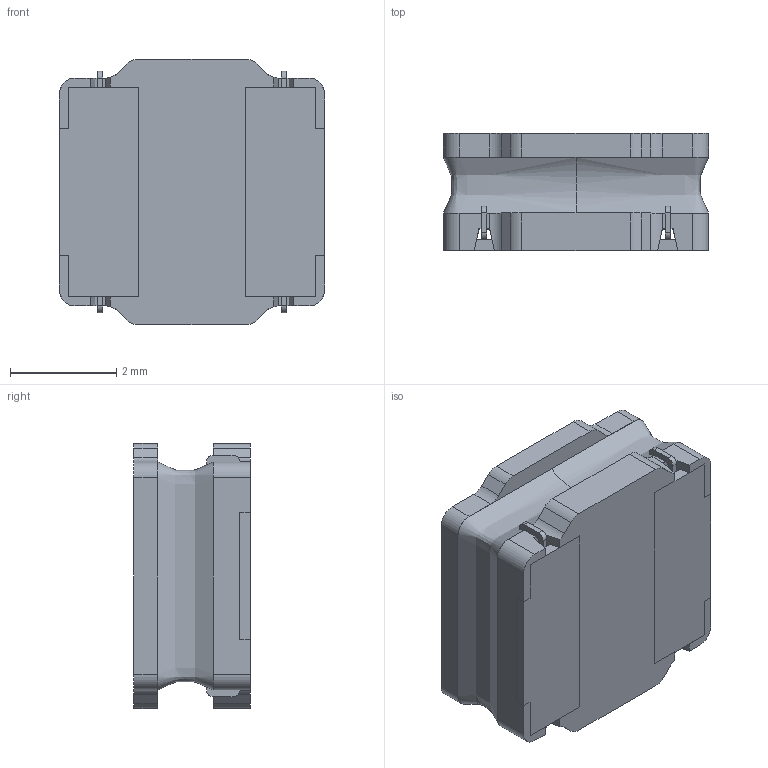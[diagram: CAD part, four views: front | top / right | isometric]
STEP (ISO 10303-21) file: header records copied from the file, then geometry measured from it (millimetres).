
FILE_DESCRIPTION (( 'STEP AP214' ), '1' );
FILE_NAME ('LQH5BPB1R2NT0L.STEP', '2020-01-28T05:24:57', ( '' ), ( '' ), 'SwSTEP 2.0', 'SolidWorks 2017', '' );
FILE_SCHEMA (( 'AUTOMOTIVE_DESIGN' ));
Length unit declared in the file: millimetre
Products named in the file (1): LQH5BPB1R2NT0L
Bounding box: 5 x 2.2 x 5 mm (x, y, z)
Volume: 46.8 mm3; surface area: 213.5 mm2
Topology: 7 solids, 7 shells, 144 faces, 406 edges, 276 vertices
Faces by surface type: plane 102, cylinder 40, bspline 2
Entity records: 5688 total; most frequent: CARTESIAN_POINT 1811, ORIENTED_EDGE 812, DIRECTION 758, EDGE_CURVE 406, VECTOR 312, LINE 312, VERTEX_POINT 276, AXIS2_PLACEMENT_3D 223
